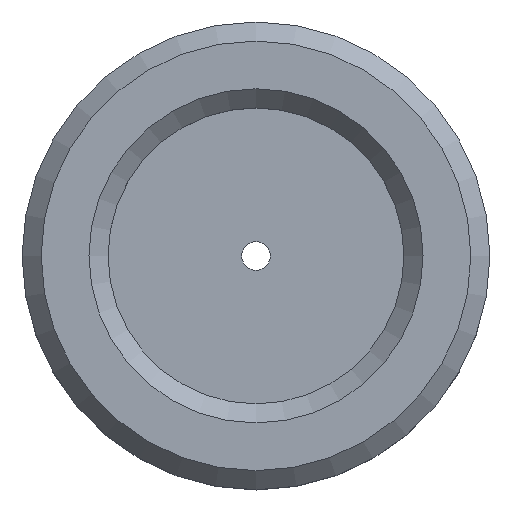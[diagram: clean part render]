
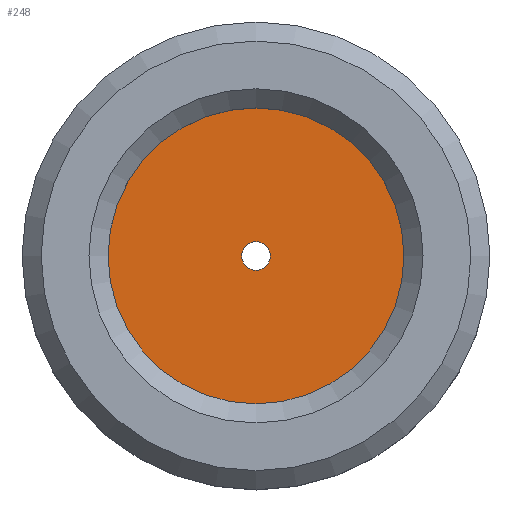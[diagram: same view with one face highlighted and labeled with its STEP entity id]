
A CAD part, top view. The second image highlights one B-rep face of the part: STEP entity #248.
In plain terms, the highlighted planar face has unit normal (0, 0, 1).
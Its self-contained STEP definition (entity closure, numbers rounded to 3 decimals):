
#22=FACE_BOUND('',#70,.T.);
#28=PLANE('',#298);
#46=FACE_OUTER_BOUND('',#69,.T.);
#69=EDGE_LOOP('',(#219));
#70=EDGE_LOOP('',(#220));
#105=CIRCLE('',#280,1.498);
#112=CIRCLE('',#295,15.5);
#123=VERTEX_POINT('',#419);
#130=VERTEX_POINT('',#445);
#148=EDGE_CURVE('',#123,#123,#105,.T.);
#159=EDGE_CURVE('',#130,#130,#112,.T.);
#219=ORIENTED_EDGE('',*,*,#159,.F.);
#220=ORIENTED_EDGE('',*,*,#148,.T.);
#248=ADVANCED_FACE('',(#46,#22),#28,.T.);
#280=AXIS2_PLACEMENT_3D('',#421,#342,#343);
#295=AXIS2_PLACEMENT_3D('',#447,#376,#377);
#298=AXIS2_PLACEMENT_3D('',#451,#383,#384);
#342=DIRECTION('center_axis',(0.,0.,-1.));
#343=DIRECTION('ref_axis',(1.,0.,0.));
#376=DIRECTION('center_axis',(0.,0.,-1.));
#377=DIRECTION('ref_axis',(1.,0.,0.));
#383=DIRECTION('center_axis',(0.,0.,1.));
#384=DIRECTION('ref_axis',(1.,0.,0.));
#419=CARTESIAN_POINT('',(-1.498,0.,0.));
#421=CARTESIAN_POINT('Origin',(0.,0.,0.));
#445=CARTESIAN_POINT('',(-15.5,0.,0.));
#447=CARTESIAN_POINT('Origin',(0.,0.,0.));
#451=CARTESIAN_POINT('Origin',(0.,0.,0.));
